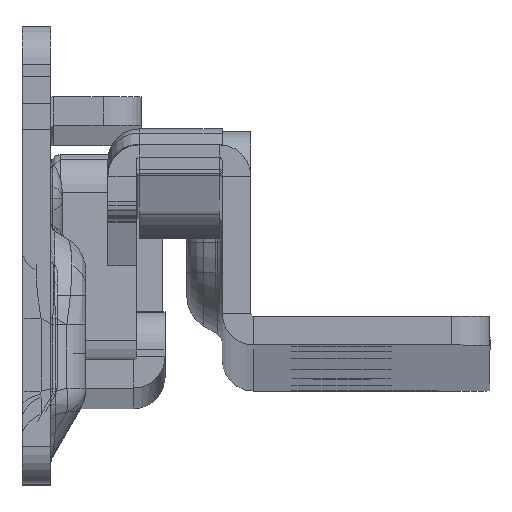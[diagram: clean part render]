
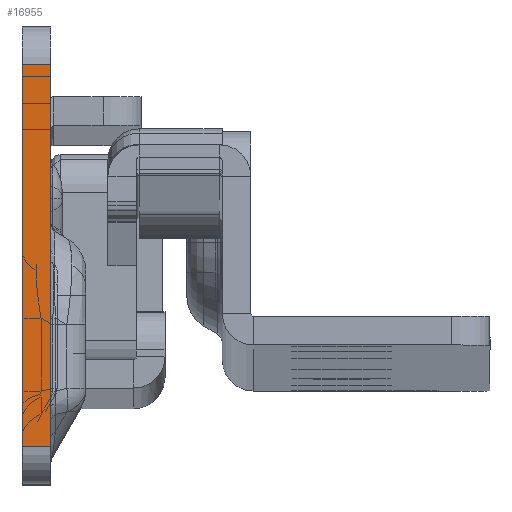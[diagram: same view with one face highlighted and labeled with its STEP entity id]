
A CAD part, top view. The second image highlights one B-rep face of the part: STEP entity #16955.
In plain terms, the highlighted planar face has unit normal (0, 0, 1).
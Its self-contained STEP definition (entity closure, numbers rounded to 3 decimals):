
#741 = FACE_OUTER_BOUND ( 'NONE', #12741, .T. ) ;
#1843 = CARTESIAN_POINT ( 'NONE',  ( -3., -29.094, 0. ) ) ;
#2246 = LINE ( 'NONE', #12119, #14287 ) ;
#2325 = VECTOR ( 'NONE', #4911, 1000. ) ;
#2751 = CARTESIAN_POINT ( 'NONE',  ( -3., 18.3, 0. ) ) ;
#3046 = LINE ( 'NONE', #13919, #4385 ) ;
#3533 = CARTESIAN_POINT ( 'NONE',  ( -142.194, -21.7, 0. ) ) ;
#4385 = VECTOR ( 'NONE', #12555, 1000. ) ;
#4594 = PLANE ( 'NONE',  #15592 ) ;
#4828 = LINE ( 'NONE', #3533, #2325 ) ;
#4911 = DIRECTION ( 'NONE',  ( 1., 0., 0. ) ) ;
#5844 = EDGE_CURVE ( 'NONE', #13653, #10517, #4828, .T. ) ;
#5869 = EDGE_CURVE ( 'NONE', #11651, #10517, #2246, .T. ) ;
#7756 = CARTESIAN_POINT ( 'NONE',  ( 0., -21.7, 0. ) ) ;
#8970 = EDGE_CURVE ( 'NONE', #13034, #11651, #10995, .T. ) ;
#9219 = ORIENTED_EDGE ( 'NONE', *, *, #8970, .F. ) ;
#10430 = DIRECTION ( 'NONE',  ( 1., 0., 0. ) ) ;
#10517 = VERTEX_POINT ( 'NONE', #7756 ) ;
#10995 = LINE ( 'NONE', #2751, #15208 ) ;
#11104 = EDGE_CURVE ( 'NONE', #13034, #13653, #3046, .T. ) ;
#11651 = VERTEX_POINT ( 'NONE', #12488 ) ;
#11880 = ORIENTED_EDGE ( 'NONE', *, *, #11104, .T. ) ;
#11891 = ORIENTED_EDGE ( 'NONE', *, *, #5869, .F. ) ;
#12119 = CARTESIAN_POINT ( 'NONE',  ( 0., -29.094, 0. ) ) ;
#12318 = ORIENTED_EDGE ( 'NONE', *, *, #5844, .T. ) ;
#12488 = CARTESIAN_POINT ( 'NONE',  ( 0., 18.3, 0. ) ) ;
#12555 = DIRECTION ( 'NONE',  ( 0., -1., 0. ) ) ;
#12741 = EDGE_LOOP ( 'NONE', ( #11891, #9219, #11880, #12318 ) ) ;
#13034 = VERTEX_POINT ( 'NONE', #14206 ) ;
#13381 = DIRECTION ( 'NONE',  ( 0., -1., 0. ) ) ;
#13653 = VERTEX_POINT ( 'NONE', #16919 ) ;
#13919 = CARTESIAN_POINT ( 'NONE',  ( -3., -29.094, 0. ) ) ;
#14206 = CARTESIAN_POINT ( 'NONE',  ( -3., 18.3, 0. ) ) ;
#14287 = VECTOR ( 'NONE', #13381, 1000. ) ;
#15208 = VECTOR ( 'NONE', #16558, 1000. ) ;
#15592 = AXIS2_PLACEMENT_3D ( 'NONE', #1843, #15624, #10430 ) ;
#15624 = DIRECTION ( 'NONE',  ( 0., 0., 1. ) ) ;
#16558 = DIRECTION ( 'NONE',  ( 1., 0., 0. ) ) ;
#16919 = CARTESIAN_POINT ( 'NONE',  ( -3., -21.7, 0. ) ) ;
#16955 = ADVANCED_FACE ( 'NONE', ( #741 ), #4594, .T. ) ;
